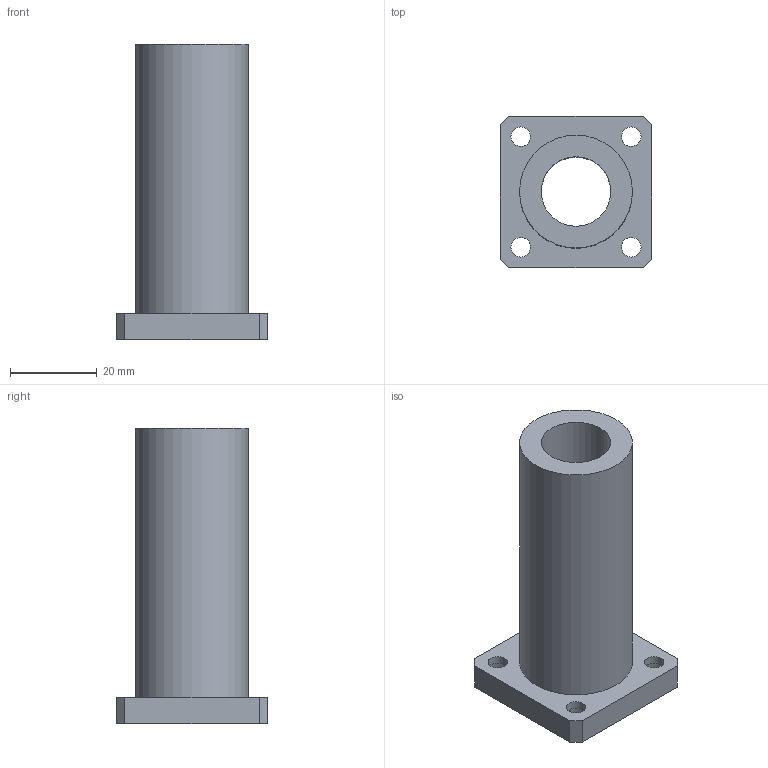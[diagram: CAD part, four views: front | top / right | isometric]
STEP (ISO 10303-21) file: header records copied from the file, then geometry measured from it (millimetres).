
FILE_DESCRIPTION(/* description */ ('KBK 16 W UU'),/* implementation_level */ '2;1');
FILE_NAME(/* name */ 'ZEI_CAD_101664-0-REV00_#SALL_#AIN_#V1.step',/* time_stamp */ '2022-09-15T16:45:39+02:00',/* author */ ('MiniTec'),/* organization */ ('MiniTec GmbH & Co.KG'),/* preprocessor_version */ 'ST-DEVELOPER v18.1',/* originating_system */ 'Autodesk Inventor 2021',/* authorisation */ '');
FILE_SCHEMA (('CONFIG_CONTROL_DESIGN'));
Length unit declared in the file: millimetre
Products named in the file (1): leer
Bounding box: 35 x 35 x 68 mm (x, y, z)
Volume: 25702 mm3; surface area: 11692.7 mm2
Topology: 1 solids, 1 shells, 25 faces, 54 edges, 36 vertices
Faces by surface type: plane 15, cylinder 10
Full cylindrical faces by diameter (mm): 4.5 x4, 7.5 x4, 16 x1, 26 x1
Entity records: 749 total; most frequent: DIRECTION 126, CARTESIAN_POINT 116, ORIENTED_EDGE 108, EDGE_CURVE 54, AXIS2_PLACEMENT_3D 46, EDGE_LOOP 40, VERTEX_POINT 36, LINE 34
